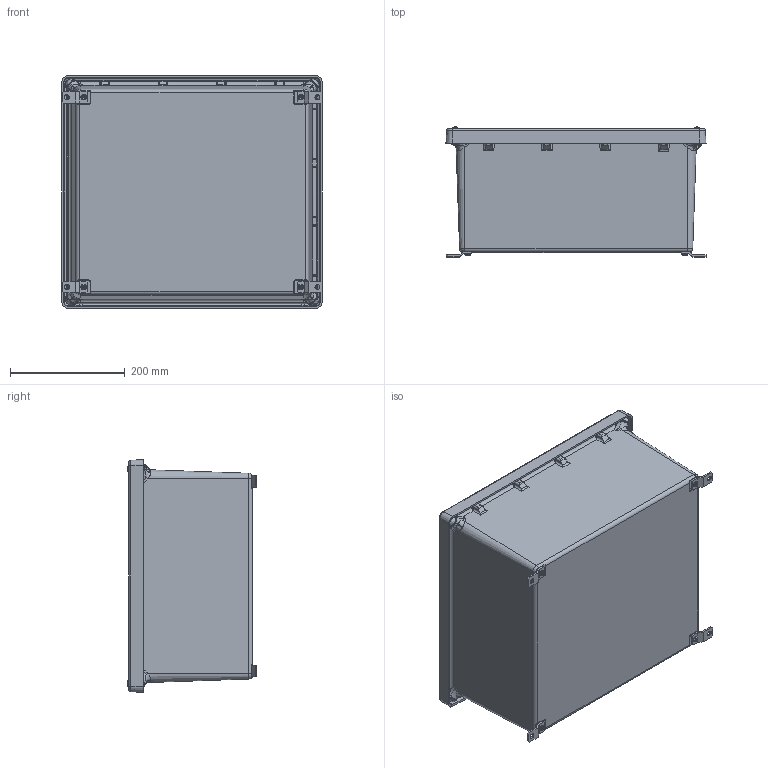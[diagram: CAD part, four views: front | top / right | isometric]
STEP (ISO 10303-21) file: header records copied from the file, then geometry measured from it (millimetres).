
FILE_DESCRIPTION (( 'STEP AP203' ), '1' );
FILE_NAME ('AM1648.step', '2014-03-31T13:22:33', ( 'admin' ), ( 'Microsoft' ), 'SwSTEP 2.0', 'SolidWorks 2014', '' );
FILE_SCHEMA (( 'CONFIG_CONTROL_DESIGN' ));
Length unit declared in the file: inch
Products named in the file (9): 55-1032516_PreviewCfg; AM1648; 693 D-40147_SMC PART; 692 D-40180; 55-103275_PreviewCfg; 70-006ORING; 55-1032716_SL-PHMS 0.19-32x0.3125x0.3125-N; WFOOT; 70-60825-1
Assembly tree (23 placements, depth 2):
  AM1648
    693 D-40147_SMC PART
    692 D-40180
    55-103275_PreviewCfg  x4
    70-006ORING  x4
    55-1032716_SL-PHMS 0.19-32x0.3125x0.3125-N  x4
    WFOOT  x4
    70-60825-1
    55-1032516_PreviewCfg  x4
Bounding box: 453.82 x 226.45 x 406.15 mm (x, y, z)
Volume: 2793774.1 mm3; surface area: 1670196.7 mm2
Topology: 23 solids, 23 shells, 1668 faces, 4117 edges, 2492 vertices
Faces by surface type: cylinder 494, plane 408, bspline 340, cone 290, torus 126, sphere 10
Entity records: 44650 total; most frequent: CARTESIAN_POINT 19132, ORIENTED_EDGE 5534, DIRECTION 4615, EDGE_CURVE 2767, AXIS2_PLACEMENT_3D 1861, VERTEX_POINT 1670, EDGE_LOOP 1211, FACE_OUTER_BOUND 1155
